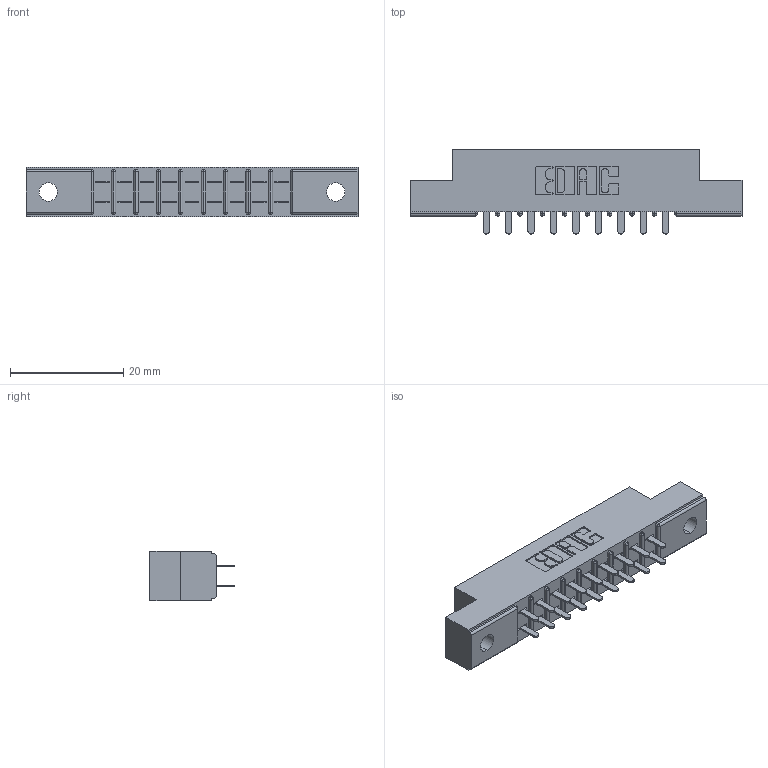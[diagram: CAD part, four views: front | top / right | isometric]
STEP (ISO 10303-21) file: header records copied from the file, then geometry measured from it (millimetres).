
FILE_DESCRIPTION (( 'STEP AP203' ), '1' );
FILE_NAME ('305-018-521-502.STEP', '2019-09-09T12:43:21', ( '' ), ( '' ), 'SwSTEP 2.0', 'SolidWorks 2016', '' );
FILE_SCHEMA (( 'CONFIG_CONTROL_DESIGN' ));
Length unit declared in the file: inch
Products named in the file (3): 305 Part_.128 Dia; 305-018-521-502; 305-290-001_521
Assembly tree (19 placements, depth 2):
  305-018-521-502
    305 Part_.128 Dia
    305-290-001_521  x18
Bounding box: 58.67 x 14.86 x 8.71 mm (x, y, z)
Volume: 3514 mm3; surface area: 5845.4 mm2
Topology: 19 solids, 19 shells, 944 faces, 2683 edges, 1738 vertices
Faces by surface type: plane 554, cylinder 354, sphere 36
Entity records: 13644 total; most frequent: CARTESIAN_POINT 2257, ORIENTED_EDGE 2234, DIRECTION 2209, EDGE_CURVE 1117, LINE 869, VECTOR 869, VERTEX_POINT 718, AXIS2_PLACEMENT_3D 670
